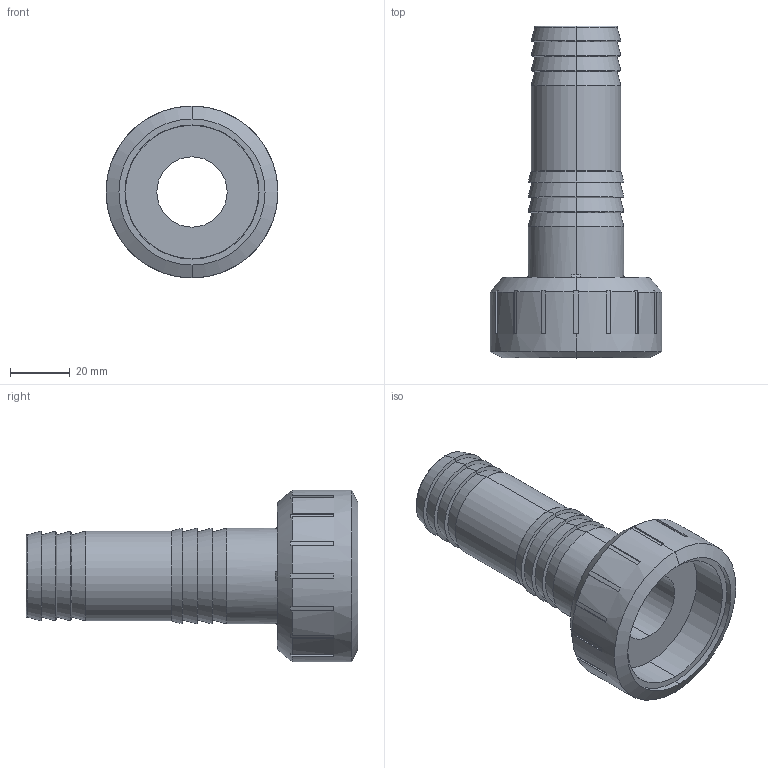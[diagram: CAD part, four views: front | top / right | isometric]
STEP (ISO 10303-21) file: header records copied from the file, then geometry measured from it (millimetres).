
FILE_DESCRIPTION(('STEP AP214'),'1');
FILE_NAME('adv112030032.stp','2017-12-24T13:58:09',('TraceParts'),('TraceParts S.A.'),'Spatial InterOp 3D',' ',' ');
FILE_SCHEMA(('automotive_design'));
Length unit declared in the file: millimetre
Products named in the file (2): adv112030032_1; adv112030032_2
Bounding box: 57.5 x 111 x 57.5 mm (x, y, z)
Volume: 59465 mm3; surface area: 30131.2 mm2
Topology: 2 solids, 2 shells, 144 faces, 374 edges, 236 vertices
Faces by surface type: plane 62, cone 38, cylinder 36, torus 8
Entity records: 5637 total; most frequent: CARTESIAN_POINT 908, DIRECTION 774, ORIENTED_EDGE 748, EDGE_CURVE 374, AXIS2_PLACEMENT_3D 302, VERTEX_POINT 236, LINE 170, VECTOR 170
